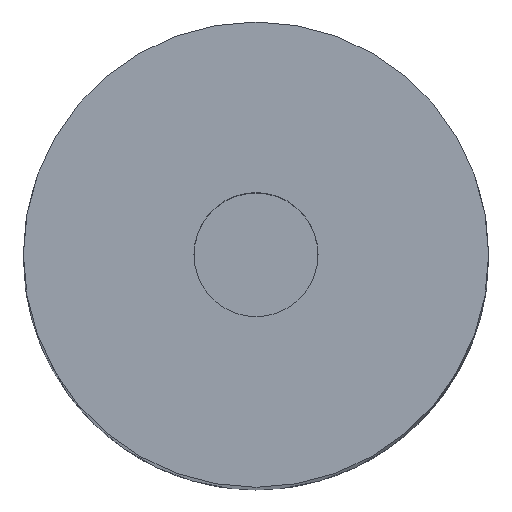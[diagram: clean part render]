
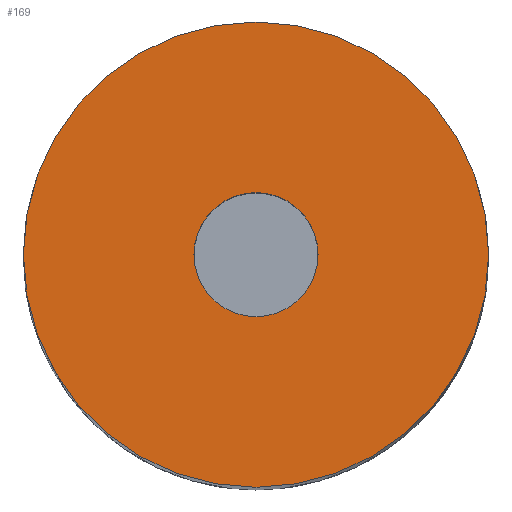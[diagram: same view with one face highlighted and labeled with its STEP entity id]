
A CAD part, top view. The second image highlights one B-rep face of the part: STEP entity #169.
In plain terms, the highlighted planar face has unit normal (0, 0, 1).
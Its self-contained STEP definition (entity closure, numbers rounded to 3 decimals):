
#10 = DIRECTION ( 'NONE',  ( 0., 0., -1. ) ) ;
#18 = CARTESIAN_POINT ( 'NONE',  ( 0., 0., 200. ) ) ;
#50 = AXIS2_PLACEMENT_3D ( 'NONE', #18, #544, #318 ) ;
#65 = VERTEX_POINT ( 'NONE', #69 ) ;
#69 = CARTESIAN_POINT ( 'NONE',  ( -8., 0., 200. ) ) ;
#94 = DIRECTION ( 'NONE',  ( 0., 0., 1. ) ) ;
#105 = CIRCLE ( 'NONE', #913, 30. ) ;
#134 = CIRCLE ( 'NONE', #50, 8. ) ;
#169 = ADVANCED_FACE ( 'NONE', ( #441, #609 ), #674, .F. ) ;
#170 = CARTESIAN_POINT ( 'NONE',  ( 30., 0., 200. ) ) ;
#201 = CIRCLE ( 'NONE', #203, 8. ) ;
#203 = AXIS2_PLACEMENT_3D ( 'NONE', #512, #307, #793 ) ;
#213 = EDGE_CURVE ( 'NONE', #822, #775, #845, .T. ) ;
#240 = AXIS2_PLACEMENT_3D ( 'NONE', #300, #94, #315 ) ;
#290 = ORIENTED_EDGE ( 'NONE', *, *, #213, .T. ) ;
#300 = CARTESIAN_POINT ( 'NONE',  ( 0., 0., 200. ) ) ;
#307 = DIRECTION ( 'NONE',  ( 0., 0., 1. ) ) ;
#315 = DIRECTION ( 'NONE',  ( 1., 0., 0. ) ) ;
#318 = DIRECTION ( 'NONE',  ( 1., 0., 0. ) ) ;
#322 = VERTEX_POINT ( 'NONE', #893 ) ;
#338 = EDGE_CURVE ( 'NONE', #322, #65, #134, .T. ) ;
#346 = AXIS2_PLACEMENT_3D ( 'NONE', #737, #10, #531 ) ;
#404 = EDGE_CURVE ( 'NONE', #775, #822, #105, .T. ) ;
#441 = FACE_BOUND ( 'NONE', #844, .T. ) ;
#450 = ORIENTED_EDGE ( 'NONE', *, *, #404, .T. ) ;
#472 = DIRECTION ( 'NONE',  ( 1., 0., 0. ) ) ;
#512 = CARTESIAN_POINT ( 'NONE',  ( 0., 0., 200. ) ) ;
#531 = DIRECTION ( 'NONE',  ( -1., 0., 0. ) ) ;
#544 = DIRECTION ( 'NONE',  ( 0., 0., 1. ) ) ;
#556 = ORIENTED_EDGE ( 'NONE', *, *, #338, .F. ) ;
#601 = EDGE_LOOP ( 'NONE', ( #290, #450 ) ) ;
#609 = FACE_OUTER_BOUND ( 'NONE', #601, .T. ) ;
#662 = EDGE_CURVE ( 'NONE', #65, #322, #201, .T. ) ;
#674 = PLANE ( 'NONE',  #346 ) ;
#692 = ORIENTED_EDGE ( 'NONE', *, *, #662, .F. ) ;
#737 = CARTESIAN_POINT ( 'NONE',  ( 30., 0., 200. ) ) ;
#775 = VERTEX_POINT ( 'NONE', #888 ) ;
#793 = DIRECTION ( 'NONE',  ( 1., 0., 0. ) ) ;
#822 = VERTEX_POINT ( 'NONE', #170 ) ;
#828 = DIRECTION ( 'NONE',  ( 0., 0., 1. ) ) ;
#844 = EDGE_LOOP ( 'NONE', ( #556, #692 ) ) ;
#845 = CIRCLE ( 'NONE', #240, 30. ) ;
#888 = CARTESIAN_POINT ( 'NONE',  ( -30., 0., 200. ) ) ;
#893 = CARTESIAN_POINT ( 'NONE',  ( 8., 0., 200. ) ) ;
#896 = CARTESIAN_POINT ( 'NONE',  ( 0., 0., 200. ) ) ;
#913 = AXIS2_PLACEMENT_3D ( 'NONE', #896, #828, #472 ) ;
